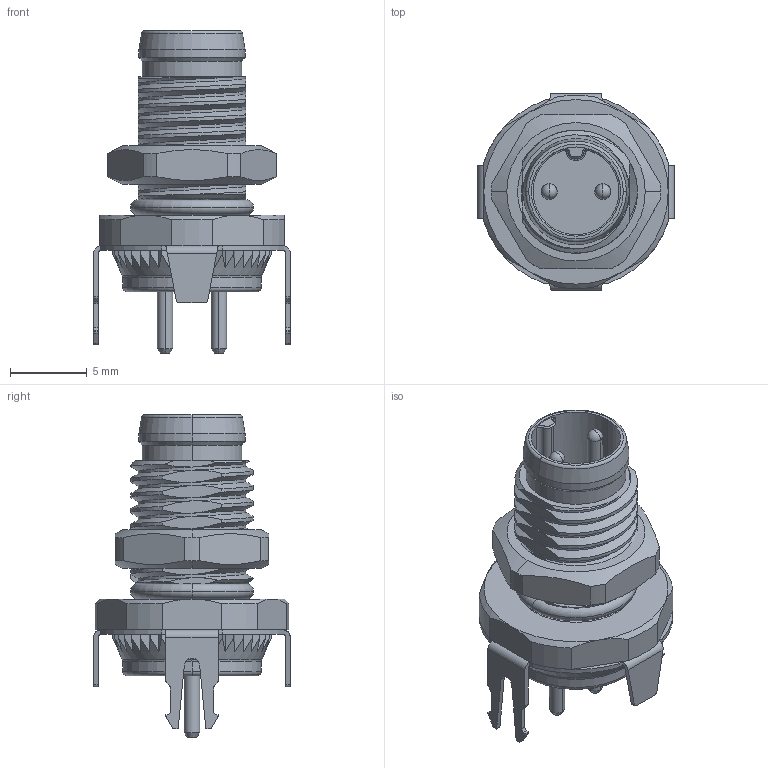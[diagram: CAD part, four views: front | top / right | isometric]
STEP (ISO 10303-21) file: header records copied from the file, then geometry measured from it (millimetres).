
FILE_DESCRIPTION((''),'2;1');
FILE_NAME('PRT00012232_1','2025-09-23T',('gongcheng16'),(''),'PRO/ENGINEER BY PARAMETRIC TECHNOLOGY CORPORATION, 2010280','PRO/ENGINEER BY PARAMETRIC TECHNOLOGY CORPORATION, 2010280','');
FILE_SCHEMA(('CONFIG_CONTROL_DESIGN'));
Length unit declared in the file: millimetre
Products named in the file (1): PRT00012232_1
Bounding box: 12.8 x 12.8 x 21 mm (x, y, z)
Volume: 359.6 mm3; surface area: 2341.7 mm2
Topology: 1 solids, 8 shells, 600 faces, 1563 edges, 1000 vertices
Faces by surface type: plane 291, cylinder 188, cone 54, bspline 43, torus 20, sphere 4
Entity records: 26299 total; most frequent: CARTESIAN_POINT 11830, ORIENTED_EDGE 3118, DIRECTION 2876, EDGE_CURVE 1559, AXIS2_PLACEMENT_3D 1051, VERTEX_POINT 1000, VECTOR 774, LINE 774
